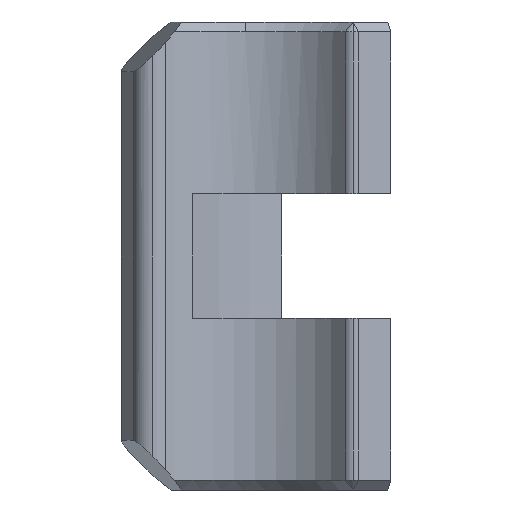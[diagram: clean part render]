
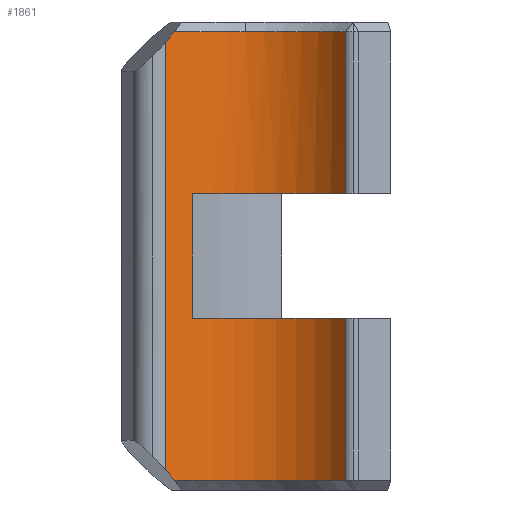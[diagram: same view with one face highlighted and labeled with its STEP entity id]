
A CAD part, left-side view. The second image highlights one B-rep face of the part: STEP entity #1861.
In plain terms, the highlighted cylindrical face has radius 3.175 mm (diameter 6.35 mm), a partial arc.
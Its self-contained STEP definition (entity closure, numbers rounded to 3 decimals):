
#10 = VERTEX_POINT ( 'NONE', #1618 ) ;
#25 = DIRECTION ( 'NONE',  ( 0., 0., 1. ) ) ;
#28 = EDGE_CURVE ( 'NONE', #1732, #10, #599, .T. ) ;
#31 = ORIENTED_EDGE ( 'NONE', *, *, #123, .T. ) ;
#38 = DIRECTION ( 'NONE',  ( 0., 0., -1. ) ) ;
#47 = LINE ( 'NONE', #726, #1920 ) ;
#67 = CARTESIAN_POINT ( 'NONE',  ( -4.681, -0.009, -1.6 ) ) ;
#75 = CARTESIAN_POINT ( 'NONE',  ( -4.946, 0.452, -5.747 ) ) ;
#96 = EDGE_CURVE ( 'NONE', #479, #1392, #2136, .T. ) ;
#99 = CARTESIAN_POINT ( 'NONE',  ( -5.682, -3.922, 6. ) ) ;
#116 = DIRECTION ( 'NONE',  ( 0., 0., -1. ) ) ;
#123 = EDGE_CURVE ( 'NONE', #1437, #503, #47, .T. ) ;
#129 = VECTOR ( 'NONE', #116, 1000. ) ;
#168 = VERTEX_POINT ( 'NONE', #279 ) ;
#174 = EDGE_CURVE ( 'NONE', #1175, #653, #881, .T. ) ;
#201 = AXIS2_PLACEMENT_3D ( 'NONE', #906, #1076, #2110 ) ;
#231 = CARTESIAN_POINT ( 'NONE',  ( -4.681, -0.009, 0. ) ) ;
#279 = CARTESIAN_POINT ( 'NONE',  ( -4.946, 0.452, 5.747 ) ) ;
#286 = CARTESIAN_POINT ( 'NONE',  ( -5.682, -3.922, -5.747 ) ) ;
#295 = EDGE_CURVE ( 'NONE', #1392, #653, #1142, .T. ) ;
#378 = CARTESIAN_POINT ( 'NONE',  ( -5.125, 0.686, -5.482 ) ) ;
#401 = CARTESIAN_POINT ( 'NONE',  ( -4.681, -0.009, 1.6 ) ) ;
#455 = AXIS2_PLACEMENT_3D ( 'NONE', #1276, #1971, #460 ) ;
#460 = DIRECTION ( 'NONE',  ( -1., 0., 0. ) ) ;
#479 = VERTEX_POINT ( 'NONE', #67 ) ;
#485 = ORIENTED_EDGE ( 'NONE', *, *, #295, .F. ) ;
#503 = VERTEX_POINT ( 'NONE', #378 ) ;
#516 = CARTESIAN_POINT ( 'NONE',  ( -4.946, 0.452, 5.747 ) ) ;
#559 = AXIS2_PLACEMENT_3D ( 'NONE', #929, #1099, #1759 ) ;
#576 = LINE ( 'NONE', #231, #2215 ) ;
#590 = ORIENTED_EDGE ( 'NONE', *, *, #1107, .F. ) ;
#599 = CIRCLE ( 'NONE', #559, 3.175 ) ;
#616 = CARTESIAN_POINT ( 'NONE',  ( -5.002, 0.533, -5.657 ) ) ;
#652 = CARTESIAN_POINT ( 'NONE',  ( -5.062, 0.611, -5.569 ) ) ;
#653 = VERTEX_POINT ( 'NONE', #286 ) ;
#662 = CARTESIAN_POINT ( 'NONE',  ( -5.002, 0.533, 5.657 ) ) ;
#678 = ORIENTED_EDGE ( 'NONE', *, *, #2047, .T. ) ;
#701 = CARTESIAN_POINT ( 'NONE',  ( -5.125, 0.686, 5.482 ) ) ;
#705 = AXIS2_PLACEMENT_3D ( 'NONE', #803, #2160, #1996 ) ;
#726 = CARTESIAN_POINT ( 'NONE',  ( -5.125, 0.686, 6. ) ) ;
#735 = EDGE_CURVE ( 'NONE', #503, #1175, #994, .T. ) ;
#757 = ORIENTED_EDGE ( 'NONE', *, *, #28, .T. ) ;
#780 = EDGE_CURVE ( 'NONE', #168, #1437, #1811, .T. ) ;
#790 = DIRECTION ( 'NONE',  ( 0., 0., -1. ) ) ;
#803 = CARTESIAN_POINT ( 'NONE',  ( -7.555, -1.358, 5.747 ) ) ;
#816 = CARTESIAN_POINT ( 'NONE',  ( -5.125, 0.686, -5.482 ) ) ;
#818 = CYLINDRICAL_SURFACE ( 'NONE', #455, 3.175 ) ;
#819 = CARTESIAN_POINT ( 'NONE',  ( -7.555, -1.358, -5.747 ) ) ;
#844 = ORIENTED_EDGE ( 'NONE', *, *, #735, .T. ) ;
#881 = CIRCLE ( 'NONE', #2139, 3.175 ) ;
#882 = VERTEX_POINT ( 'NONE', #2104 ) ;
#906 = CARTESIAN_POINT ( 'NONE',  ( -7.555, -1.358, -1.6 ) ) ;
#929 = CARTESIAN_POINT ( 'NONE',  ( -7.555, -1.358, 1.6 ) ) ;
#950 = DIRECTION ( 'NONE',  ( 1., 0., 0. ) ) ;
#994 =( BOUNDED_CURVE ( )  B_SPLINE_CURVE ( 3, ( #816, #652, #616, #75 ),
 .UNSPECIFIED., .F., .T. ) 
 B_SPLINE_CURVE_WITH_KNOTS ( ( 4, 4 ),
 ( 4.21, 4.303 ),
 .UNSPECIFIED. ) 
 CURVE ( )  GEOMETRIC_REPRESENTATION_ITEM ( )  RATIONAL_B_SPLINE_CURVE ( ( 1., 0.999, 0.999, 1. ) ) 
 REPRESENTATION_ITEM ( '' )  );
#1076 = DIRECTION ( 'NONE',  ( 0., 0., -1. ) ) ;
#1099 = DIRECTION ( 'NONE',  ( 0., 0., -1. ) ) ;
#1100 = DIRECTION ( 'NONE',  ( 0., 0., 1. ) ) ;
#1107 = EDGE_CURVE ( 'NONE', #1976, #10, #1626, .T. ) ;
#1142 = LINE ( 'NONE', #1657, #129 ) ;
#1166 = AXIS2_PLACEMENT_3D ( 'NONE', #1789, #25, #2088 ) ;
#1175 = VERTEX_POINT ( 'NONE', #1320 ) ;
#1183 = ORIENTED_EDGE ( 'NONE', *, *, #780, .T. ) ;
#1233 = CIRCLE ( 'NONE', #705, 3.175 ) ;
#1276 = CARTESIAN_POINT ( 'NONE',  ( -7.555, -1.358, 6. ) ) ;
#1303 = CARTESIAN_POINT ( 'NONE',  ( -5.125, 0.686, 5.482 ) ) ;
#1320 = CARTESIAN_POINT ( 'NONE',  ( -4.946, 0.452, -5.747 ) ) ;
#1328 = CARTESIAN_POINT ( 'NONE',  ( -5.682, -3.922, -1.6 ) ) ;
#1335 = EDGE_CURVE ( 'NONE', #479, #1732, #576, .T. ) ;
#1392 = VERTEX_POINT ( 'NONE', #1328 ) ;
#1401 = ORIENTED_EDGE ( 'NONE', *, *, #174, .T. ) ;
#1437 = VERTEX_POINT ( 'NONE', #1303 ) ;
#1564 = ORIENTED_EDGE ( 'NONE', *, *, #96, .F. ) ;
#1618 = CARTESIAN_POINT ( 'NONE',  ( -5.682, -3.922, 1.6 ) ) ;
#1625 = VECTOR ( 'NONE', #790, 1000. ) ;
#1626 = LINE ( 'NONE', #99, #1625 ) ;
#1657 = CARTESIAN_POINT ( 'NONE',  ( -5.682, -3.922, 6. ) ) ;
#1677 = FACE_OUTER_BOUND ( 'NONE', #2195, .T. ) ;
#1695 = CARTESIAN_POINT ( 'NONE',  ( -5.062, 0.611, 5.569 ) ) ;
#1732 = VERTEX_POINT ( 'NONE', #401 ) ;
#1759 = DIRECTION ( 'NONE',  ( 1., 0., 0. ) ) ;
#1789 = CARTESIAN_POINT ( 'NONE',  ( -7.555, -1.358, 5.747 ) ) ;
#1811 =( BOUNDED_CURVE ( )  B_SPLINE_CURVE ( 3, ( #516, #662, #1695, #701 ),
 .UNSPECIFIED., .F., .T. ) 
 B_SPLINE_CURVE_WITH_KNOTS ( ( 4, 4 ),
 ( 5.122, 5.214 ),
 .UNSPECIFIED. ) 
 CURVE ( )  GEOMETRIC_REPRESENTATION_ITEM ( )  RATIONAL_B_SPLINE_CURVE ( ( 1., 0.999, 0.999, 1. ) ) 
 REPRESENTATION_ITEM ( '' )  );
#1839 = EDGE_CURVE ( 'NONE', #882, #168, #1233, .T. ) ;
#1854 = CIRCLE ( 'NONE', #1166, 3.175 ) ;
#1861 = ADVANCED_FACE ( 'NONE', ( #1677 ), #818, .F. ) ;
#1872 = CARTESIAN_POINT ( 'NONE',  ( -5.682, -3.922, 5.747 ) ) ;
#1920 = VECTOR ( 'NONE', #38, 1000. ) ;
#1971 = DIRECTION ( 'NONE',  ( 0., 0., -1. ) ) ;
#1976 = VERTEX_POINT ( 'NONE', #1872 ) ;
#1996 = DIRECTION ( 'NONE',  ( 1., 0., 0. ) ) ;
#2047 = EDGE_CURVE ( 'NONE', #1976, #882, #1854, .T. ) ;
#2086 = ORIENTED_EDGE ( 'NONE', *, *, #1335, .T. ) ;
#2088 = DIRECTION ( 'NONE',  ( 1., 0., 0. ) ) ;
#2104 = CARTESIAN_POINT ( 'NONE',  ( -4.38, -1.358, 5.747 ) ) ;
#2110 = DIRECTION ( 'NONE',  ( 1., 0., 0. ) ) ;
#2123 = ORIENTED_EDGE ( 'NONE', *, *, #1839, .T. ) ;
#2136 = CIRCLE ( 'NONE', #201, 3.175 ) ;
#2139 = AXIS2_PLACEMENT_3D ( 'NONE', #819, #2190, #950 ) ;
#2160 = DIRECTION ( 'NONE',  ( 0., 0., 1. ) ) ;
#2190 = DIRECTION ( 'NONE',  ( 0., 0., -1. ) ) ;
#2195 = EDGE_LOOP ( 'NONE', ( #31, #844, #1401, #485, #1564, #2086, #757, #590, #678, #2123, #1183 ) ) ;
#2215 = VECTOR ( 'NONE', #1100, 1000. ) ;
